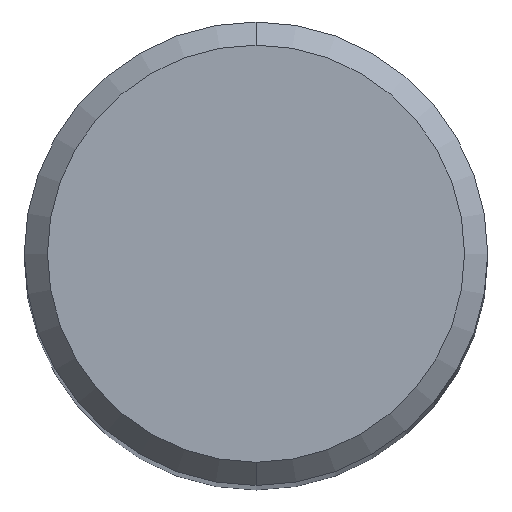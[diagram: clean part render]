
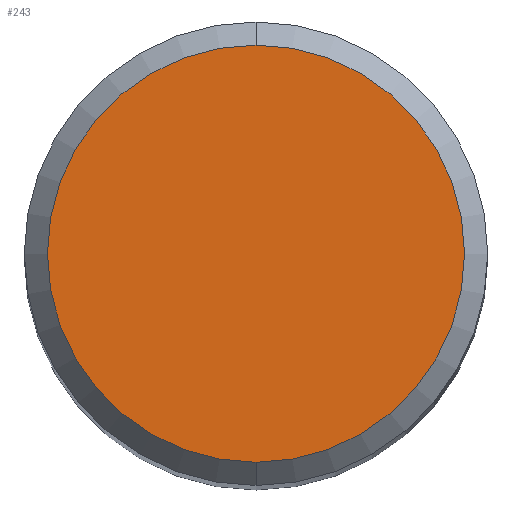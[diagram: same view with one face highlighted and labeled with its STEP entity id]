
A CAD part, top view. The second image highlights one B-rep face of the part: STEP entity #243.
In plain terms, the highlighted planar face has unit normal (0, 0, 1).
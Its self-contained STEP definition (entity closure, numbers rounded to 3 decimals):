
#205=EDGE_CURVE('',#439,#311,#516,.T.);
#221=EDGE_CURVE('',#311,#439,#536,.T.);
#243=ADVANCED_FACE('',(#561),#562,.T.);
#311=VERTEX_POINT('',#633);
#439=VERTEX_POINT('',#774);
#516=CIRCLE('',#860,3.6);
#536=CIRCLE('',#884,3.6);
#561=FACE_OUTER_BOUND('',#922,.T.);
#562=PLANE('',#923);
#633=CARTESIAN_POINT('',(0.0,3.6,0.0));
#774=CARTESIAN_POINT('',(0.,-3.6,0.0));
#860=AXIS2_PLACEMENT_3D('',#1507,#1508,#1509);
#884=AXIS2_PLACEMENT_3D('',#1545,#1546,#1547);
#922=EDGE_LOOP('',(#1579,#1580));
#923=AXIS2_PLACEMENT_3D('',#1581,#1582,#1583);
#1507=CARTESIAN_POINT('',(0.0,0.0,0.0));
#1508=DIRECTION('',(0.0,0.0,-1.0));
#1509=DIRECTION('',(0.0,1.0,0.0));
#1545=CARTESIAN_POINT('',(0.0,0.0,0.0));
#1546=DIRECTION('',(0.0,0.0,-1.0));
#1547=DIRECTION('',(0.0,1.0,0.0));
#1579=ORIENTED_EDGE('',*,*,#221,.F.);
#1580=ORIENTED_EDGE('',*,*,#205,.F.);
#1581=CARTESIAN_POINT('',(0.0,1.8,0.0));
#1582=DIRECTION('',(-0.0,0.0,1.0));
#1583=DIRECTION('',(0.0,-1.0,0.0));
